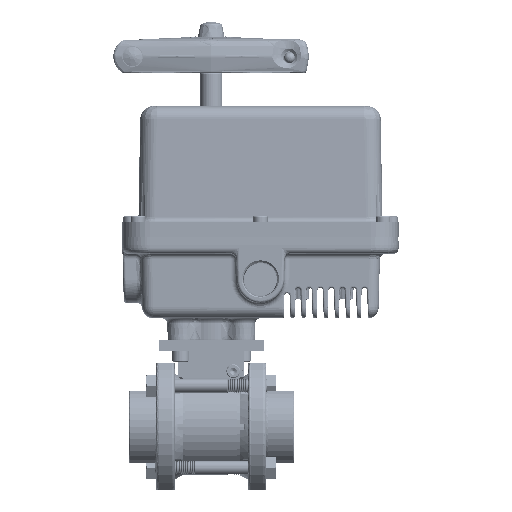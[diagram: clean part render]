
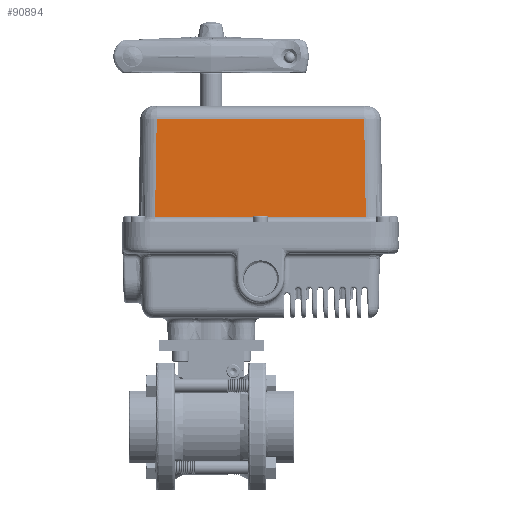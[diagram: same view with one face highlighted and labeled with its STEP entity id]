
A CAD part, top view. The second image highlights one B-rep face of the part: STEP entity #90894.
In plain terms, the highlighted planar face has unit normal (0, 0.018, 1).
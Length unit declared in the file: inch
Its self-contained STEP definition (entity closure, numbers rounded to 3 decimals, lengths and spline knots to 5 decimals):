
#2044 = EDGE_CURVE ( 'NONE', #92915, #133250, #115156, .T. ) ;
#8707 = ORIENTED_EDGE ( 'NONE', *, *, #14215, .T. ) ;
#9896 = PLANE ( 'NONE',  #78317 ) ;
#14215 = EDGE_CURVE ( 'NONE', #133250, #43849, #108108, .T. ) ;
#24635 = DIRECTION ( 'NONE',  ( -0.017, -1., 0.017 ) ) ;
#35831 = CARTESIAN_POINT ( 'NONE',  ( 3.4753, 6.8487, 4.53469 ) ) ;
#41014 = CARTESIAN_POINT ( 'NONE',  ( -1.2152, 6.8487, 4.53469 ) ) ;
#43849 = VERTEX_POINT ( 'NONE', #112201 ) ;
#48794 = CARTESIAN_POINT ( 'NONE',  ( -1.25444, 4.60075, 4.57393 ) ) ;
#49260 = CARTESIAN_POINT ( 'NONE',  ( -1.21006, 6.8487, 4.53469 ) ) ;
#49407 = LINE ( 'NONE', #100293, #53131 ) ;
#52991 = LINE ( 'NONE', #146099, #119129 ) ;
#53131 = VECTOR ( 'NONE', #90681, 39.37008 ) ;
#78317 = AXIS2_PLACEMENT_3D ( 'NONE', #92200, #91694, #104030 ) ;
#79807 = CARTESIAN_POINT ( 'NONE',  ( 3.51396, 4.63378, 4.57336 ) ) ;
#81718 = VERTEX_POINT ( 'NONE', #79807 ) ;
#87042 = DIRECTION ( 'NONE',  ( 1., 0., 0. ) ) ;
#88552 = EDGE_LOOP ( 'NONE', ( #8707, #148548, #105067, #94311 ) ) ;
#90681 = DIRECTION ( 'NONE',  ( -0.017, 1., -0.017 ) ) ;
#90894 = ADVANCED_FACE ( 'NONE', ( #142378 ), #9896, .T. ) ;
#91694 = DIRECTION ( 'NONE',  ( 0., 0.017, 1. ) ) ;
#92200 = CARTESIAN_POINT ( 'NONE',  ( 3.89105, 4.51096, 4.5755 ) ) ;
#92915 = VERTEX_POINT ( 'NONE', #35831 ) ;
#94311 = ORIENTED_EDGE ( 'NONE', *, *, #2044, .T. ) ;
#100293 = CARTESIAN_POINT ( 'NONE',  ( 3.51622, 4.50442, 4.57561 ) ) ;
#104030 = DIRECTION ( 'NONE',  ( 0., -1., 0.017 ) ) ;
#105067 = ORIENTED_EDGE ( 'NONE', *, *, #149295, .T. ) ;
#108108 = LINE ( 'NONE', #48794, #139292 ) ;
#112201 = CARTESIAN_POINT ( 'NONE',  ( -1.25386, 4.63378, 4.57336 ) ) ;
#115156 = LINE ( 'NONE', #49260, #150065 ) ;
#119129 = VECTOR ( 'NONE', #87042, 39.37008 ) ;
#131392 = DIRECTION ( 'NONE',  ( -1., 0., 0. ) ) ;
#133250 = VERTEX_POINT ( 'NONE', #41014 ) ;
#139292 = VECTOR ( 'NONE', #24635, 39.37008 ) ;
#142378 = FACE_OUTER_BOUND ( 'NONE', #88552, .T. ) ;
#146099 = CARTESIAN_POINT ( 'NONE',  ( 3.89105, 4.63378, 4.57336 ) ) ;
#148548 = ORIENTED_EDGE ( 'NONE', *, *, #149836, .T. ) ;
#149295 = EDGE_CURVE ( 'NONE', #81718, #92915, #49407, .T. ) ;
#149836 = EDGE_CURVE ( 'NONE', #43849, #81718, #52991, .T. ) ;
#150065 = VECTOR ( 'NONE', #131392, 39.37008 ) ;
